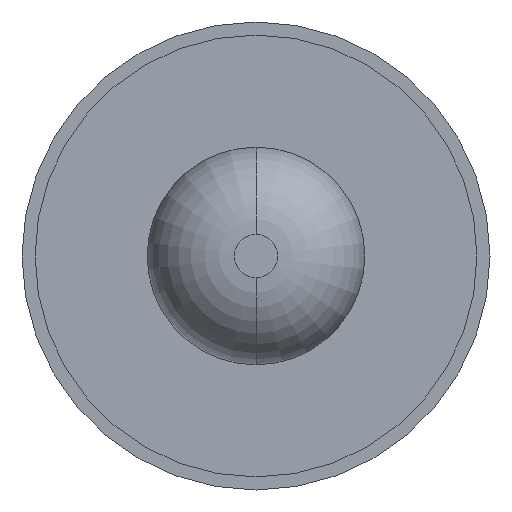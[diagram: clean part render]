
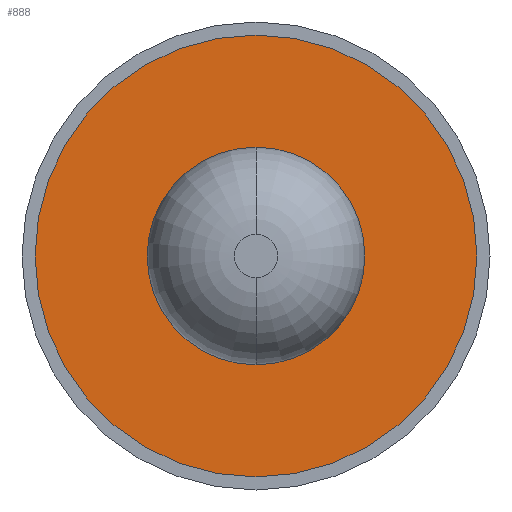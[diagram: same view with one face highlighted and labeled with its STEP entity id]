
A CAD part, front view. The second image highlights one B-rep face of the part: STEP entity #888.
In plain terms, the highlighted planar face has unit normal (0, -1, 0).
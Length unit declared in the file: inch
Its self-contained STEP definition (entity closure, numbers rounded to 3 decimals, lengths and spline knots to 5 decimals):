
#44 = CARTESIAN_POINT ( 'NONE',  ( 0., -0.145, 0. ) ) ;
#116 = CARTESIAN_POINT ( 'NONE',  ( 0., -0.145, 0. ) ) ;
#143 = ORIENTED_EDGE ( 'NONE', *, *, #1039, .F. ) ;
#177 = PLANE ( 'NONE',  #964 ) ;
#217 = CARTESIAN_POINT ( 'NONE',  ( 0., -0.145, 0.02534 ) ) ;
#218 = AXIS2_PLACEMENT_3D ( 'NONE', #44, #865, #338 ) ;
#220 = DIRECTION ( 'NONE',  ( 0., -1., 0. ) ) ;
#251 = CARTESIAN_POINT ( 'NONE',  ( 0., -0.145, -0.02534 ) ) ;
#288 = CARTESIAN_POINT ( 'NONE',  ( 0., -0.145, 0.01249 ) ) ;
#302 = AXIS2_PLACEMENT_3D ( 'NONE', #973, #220, #858 ) ;
#338 = DIRECTION ( 'NONE',  ( 0., 0., -1. ) ) ;
#381 = CARTESIAN_POINT ( 'NONE',  ( 0., -0.145, -0.01249 ) ) ;
#395 = FACE_BOUND ( 'NONE', #491, .T. ) ;
#417 = DIRECTION ( 'NONE',  ( 0., -1., 0. ) ) ;
#448 = DIRECTION ( 'NONE',  ( 0., 0., -1. ) ) ;
#456 = ORIENTED_EDGE ( 'NONE', *, *, #1391, .T. ) ;
#491 = EDGE_LOOP ( 'NONE', ( #666, #143 ) ) ;
#525 = CARTESIAN_POINT ( 'NONE',  ( 0.02534, -0.145, 0. ) ) ;
#629 = CIRCLE ( 'NONE', #674, 0.02534 ) ;
#666 = ORIENTED_EDGE ( 'NONE', *, *, #1079, .F. ) ;
#674 = AXIS2_PLACEMENT_3D ( 'NONE', #116, #875, #1443 ) ;
#676 = FACE_OUTER_BOUND ( 'NONE', #727, .T. ) ;
#727 = EDGE_LOOP ( 'NONE', ( #1080, #456 ) ) ;
#807 = EDGE_CURVE ( 'NONE', #1430, #969, #1218, .T. ) ;
#831 = VERTEX_POINT ( 'NONE', #288 ) ;
#858 = DIRECTION ( 'NONE',  ( 0., 0., -1. ) ) ;
#865 = DIRECTION ( 'NONE',  ( 0., -1., 0. ) ) ;
#875 = DIRECTION ( 'NONE',  ( 0., -1., 0. ) ) ;
#888 = ADVANCED_FACE ( 'NONE', ( #676, #395 ), #177, .T. ) ;
#964 = AXIS2_PLACEMENT_3D ( 'NONE', #525, #417, #1174 ) ;
#969 = VERTEX_POINT ( 'NONE', #217 ) ;
#973 = CARTESIAN_POINT ( 'NONE',  ( 0., -0.145, 0. ) ) ;
#1009 = AXIS2_PLACEMENT_3D ( 'NONE', #1202, #1319, #448 ) ;
#1019 = CIRCLE ( 'NONE', #218, 0.01249 ) ;
#1039 = EDGE_CURVE ( 'NONE', #831, #1367, #1355, .T. ) ;
#1079 = EDGE_CURVE ( 'NONE', #1367, #831, #1019, .T. ) ;
#1080 = ORIENTED_EDGE ( 'NONE', *, *, #807, .T. ) ;
#1174 = DIRECTION ( 'NONE',  ( 0., 0., -1. ) ) ;
#1202 = CARTESIAN_POINT ( 'NONE',  ( 0., -0.145, 0. ) ) ;
#1218 = CIRCLE ( 'NONE', #1009, 0.02534 ) ;
#1319 = DIRECTION ( 'NONE',  ( 0., -1., 0. ) ) ;
#1355 = CIRCLE ( 'NONE', #302, 0.01249 ) ;
#1367 = VERTEX_POINT ( 'NONE', #381 ) ;
#1391 = EDGE_CURVE ( 'NONE', #969, #1430, #629, .T. ) ;
#1430 = VERTEX_POINT ( 'NONE', #251 ) ;
#1443 = DIRECTION ( 'NONE',  ( 0., 0., -1. ) ) ;
